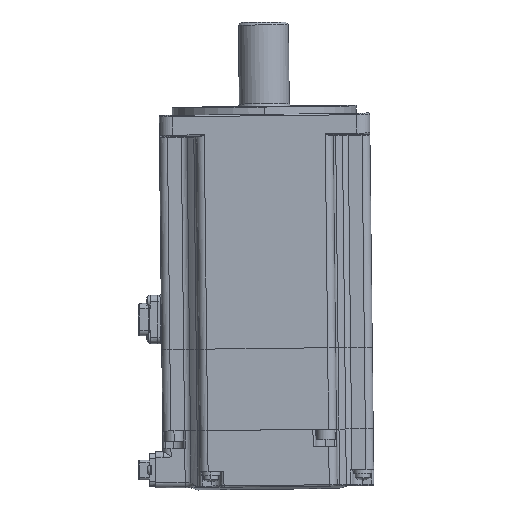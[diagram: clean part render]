
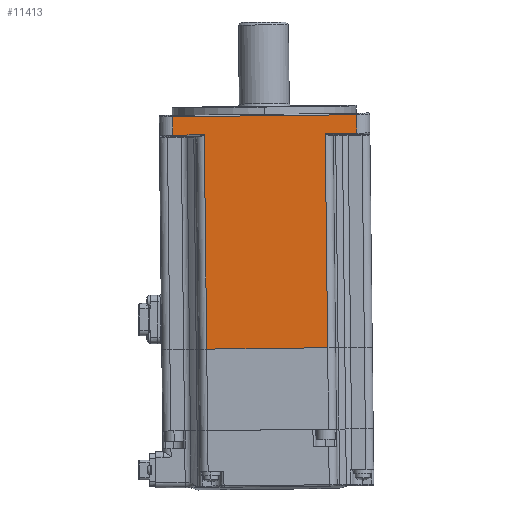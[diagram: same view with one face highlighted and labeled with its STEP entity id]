
A CAD part, left-side view. The second image highlights one B-rep face of the part: STEP entity #11413.
In plain terms, the highlighted planar face has unit normal (-1, -0.001, -0.001).
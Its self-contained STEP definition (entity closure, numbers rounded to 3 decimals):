
#47 = ORIENTED_EDGE ( 'NONE', *, *, #18950, .T. ) ;
#757 = CARTESIAN_POINT ( 'NONE',  ( -39.921, -35.355, -26.895 ) ) ;
#833 = LINE ( 'NONE', #1437, #10273 ) ;
#977 = CARTESIAN_POINT ( 'NONE',  ( -39.884, 21.723, -109.043 ) ) ;
#1157 = LINE ( 'NONE', #17888, #28648 ) ;
#1437 = CARTESIAN_POINT ( 'NONE',  ( -39.888, 24.723, -109.077 ) ) ;
#2660 = LINE ( 'NONE', #20465, #5300 ) ;
#2785 = VERTEX_POINT ( 'NONE', #11073 ) ;
#3261 = EDGE_CURVE ( 'NONE', #10210, #27223, #17151, .T. ) ;
#4679 = CARTESIAN_POINT ( 'NONE',  ( -39.935, -23.355, -27.03 ) ) ;
#5300 = VECTOR ( 'NONE', #27426, 1000. ) ;
#6355 = VECTOR ( 'NONE', #18295, 1000. ) ;
#7821 = EDGE_CURVE ( 'NONE', #19469, #23466, #1157, .T. ) ;
#10210 = VERTEX_POINT ( 'NONE', #25781 ) ;
#10273 = VECTOR ( 'NONE', #25273, 1000. ) ;
#10521 = DIRECTION ( 'NONE',  ( -0.001, 0.011, 1. ) ) ;
#10648 = ORIENTED_EDGE ( 'NONE', *, *, #14514, .T. ) ;
#10736 = DIRECTION ( 'NONE',  ( 0.001, -0.011, -1. ) ) ;
#10740 = ORIENTED_EDGE ( 'NONE', *, *, #18836, .F. ) ;
#11073 = CARTESIAN_POINT ( 'NONE',  ( -40.016, 34.72, -20.684 ) ) ;
#11404 = CARTESIAN_POINT ( 'NONE',  ( -40.023, 39.725, -20.24 ) ) ;
#11413 = ADVANCED_FACE ( 'NONE', ( #28436 ), #30712, .F. ) ;
#13561 = EDGE_LOOP ( 'NONE', ( #25980, #10648, #24958, #47, #17661, #25142, #13605, #10740 ) ) ;
#13605 = ORIENTED_EDGE ( 'NONE', *, *, #20554, .T. ) ;
#14514 = EDGE_CURVE ( 'NONE', #27223, #22971, #15710, .T. ) ;
#14918 = AXIS2_PLACEMENT_3D ( 'NONE', #11404, #16401, #20946 ) ;
#15710 = LINE ( 'NONE', #21464, #21733 ) ;
#15863 = CARTESIAN_POINT ( 'NONE',  ( -40.002, 22.726, -20.049 ) ) ;
#16401 = DIRECTION ( 'NONE',  ( 1., 0.001, 0.001 ) ) ;
#16615 = DIRECTION ( 'NONE',  ( 0.001, -1., 0.011 ) ) ;
#17151 = LINE ( 'NONE', #25974, #25836 ) ;
#17661 = ORIENTED_EDGE ( 'NONE', *, *, #28941, .T. ) ;
#17888 = CARTESIAN_POINT ( 'NONE',  ( -40.013, 39.641, -27.74 ) ) ;
#18218 = CARTESIAN_POINT ( 'NONE',  ( -40.007, 34.641, -27.683 ) ) ;
#18295 = DIRECTION ( 'NONE',  ( 0.001, -0.011, -1. ) ) ;
#18836 = EDGE_CURVE ( 'NONE', #10210, #29546, #833, .T. ) ;
#18862 = LINE ( 'NONE', #20000, #22982 ) ;
#18950 = EDGE_CURVE ( 'NONE', #19779, #2785, #2660, .T. ) ;
#19469 = VERTEX_POINT ( 'NONE', #18218 ) ;
#19707 = CARTESIAN_POINT ( 'NONE',  ( -39.992, 22.642, -27.548 ) ) ;
#19779 = VERTEX_POINT ( 'NONE', #28296 ) ;
#20000 = CARTESIAN_POINT ( 'NONE',  ( -40.006, 34.635, -28.183 ) ) ;
#20465 = CARTESIAN_POINT ( 'NONE',  ( -40.016, 34.72, -20.684 ) ) ;
#20554 = EDGE_CURVE ( 'NONE', #23466, #29546, #25232, .T. ) ;
#20946 = DIRECTION ( 'NONE',  ( -0.001, 1., -0.011 ) ) ;
#21464 = CARTESIAN_POINT ( 'NONE',  ( -40.013, 39.641, -27.74 ) ) ;
#21733 = VECTOR ( 'NONE', #16615, 1000. ) ;
#22971 = VERTEX_POINT ( 'NONE', #757 ) ;
#22982 = VECTOR ( 'NONE', #10736, 1000. ) ;
#23466 = VERTEX_POINT ( 'NONE', #19707 ) ;
#23639 = DIRECTION ( 'NONE',  ( -0.001, 0.011, 1. ) ) ;
#24853 = DIRECTION ( 'NONE',  ( 0.001, -1., 0.011 ) ) ;
#24958 = ORIENTED_EDGE ( 'NONE', *, *, #30967, .T. ) ;
#25142 = ORIENTED_EDGE ( 'NONE', *, *, #7821, .T. ) ;
#25232 = LINE ( 'NONE', #15863, #6355 ) ;
#25273 = DIRECTION ( 'NONE',  ( -0.001, 1., -0.011 ) ) ;
#25781 = CARTESIAN_POINT ( 'NONE',  ( -39.827, -24.274, -108.525 ) ) ;
#25836 = VECTOR ( 'NONE', #23639, 1000. ) ;
#25974 = CARTESIAN_POINT ( 'NONE',  ( -39.945, -23.271, -19.53 ) ) ;
#25980 = ORIENTED_EDGE ( 'NONE', *, *, #3261, .T. ) ;
#27223 = VERTEX_POINT ( 'NONE', #4679 ) ;
#27426 = DIRECTION ( 'NONE',  ( -0.001, 1., -0.011 ) ) ;
#27816 = VECTOR ( 'NONE', #10521, 1000. ) ;
#28296 = CARTESIAN_POINT ( 'NONE',  ( -39.93, -35.276, -19.895 ) ) ;
#28436 = FACE_OUTER_BOUND ( 'NONE', #13561, .T. ) ;
#28648 = VECTOR ( 'NONE', #24853, 1000. ) ;
#28941 = EDGE_CURVE ( 'NONE', #2785, #19469, #18862, .T. ) ;
#29139 = CARTESIAN_POINT ( 'NONE',  ( -39.931, -35.27, -19.395 ) ) ;
#29546 = VERTEX_POINT ( 'NONE', #977 ) ;
#30041 = LINE ( 'NONE', #29139, #27816 ) ;
#30712 = PLANE ( 'NONE',  #14918 ) ;
#30967 = EDGE_CURVE ( 'NONE', #22971, #19779, #30041, .T. ) ;
